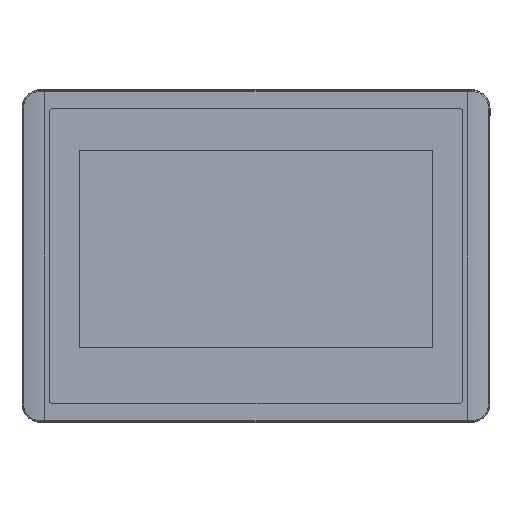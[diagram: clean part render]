
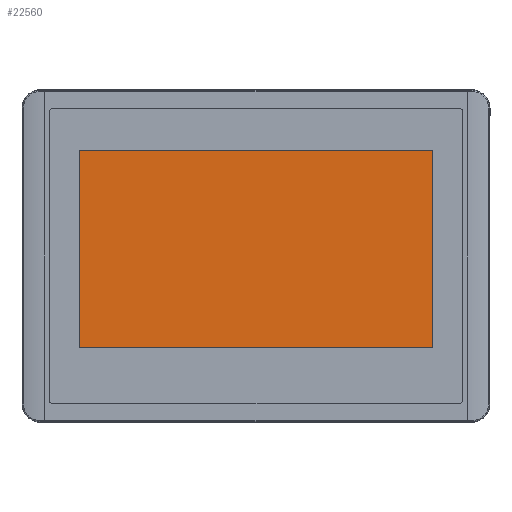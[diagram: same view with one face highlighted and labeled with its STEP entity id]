
A CAD part, front view. The second image highlights one B-rep face of the part: STEP entity #22560.
In plain terms, the highlighted planar face has unit normal (0, -1, 0).
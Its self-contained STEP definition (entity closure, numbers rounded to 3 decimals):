
#172 = CARTESIAN_POINT ( 'NONE',  ( 77.04, -2.78, 0. ) ) ;
#390 = CARTESIAN_POINT ( 'NONE',  ( 0., -2.78, -39.96 ) ) ;
#5882 = DIRECTION ( 'NONE',  ( 0., 0., -1. ) ) ;
#10178 = DIRECTION ( 'NONE',  ( 1., 0., 0. ) ) ;
#12396 = ORIENTED_EDGE ( 'NONE', *, *, #50415, .T. ) ;
#12499 = VECTOR ( 'NONE', #5882, 1000. ) ;
#14763 = EDGE_LOOP ( 'NONE', ( #12396, #52596, #61634, #16357 ) ) ;
#16296 = FACE_OUTER_BOUND ( 'NONE', #14763, .T. ) ;
#16357 = ORIENTED_EDGE ( 'NONE', *, *, #53492, .T. ) ;
#20165 = VECTOR ( 'NONE', #10178, 1000. ) ;
#22560 = ADVANCED_FACE ( 'NONE', ( #16296 ), #35050, .T. ) ;
#25214 = CARTESIAN_POINT ( 'NONE',  ( -77.04, -2.78, 0. ) ) ;
#25385 = LINE ( 'NONE', #25214, #12499 ) ;
#28791 = CARTESIAN_POINT ( 'NONE',  ( -77.04, -2.78, -39.96 ) ) ;
#31456 = CARTESIAN_POINT ( 'NONE',  ( 0., -2.78, 45.96 ) ) ;
#31646 = DIRECTION ( 'NONE',  ( 0., 0., -1. ) ) ;
#31714 = DIRECTION ( 'NONE',  ( 0., -1., 0. ) ) ;
#31774 = CARTESIAN_POINT ( 'NONE',  ( 0., -2.78, 0. ) ) ;
#32368 = CARTESIAN_POINT ( 'NONE',  ( 77.04, -2.78, -39.96 ) ) ;
#32454 = VERTEX_POINT ( 'NONE', #32368 ) ;
#32706 = VECTOR ( 'NONE', #38580, 1000. ) ;
#33346 = AXIS2_PLACEMENT_3D ( 'NONE', #31774, #31714, #31646 ) ;
#34342 = VERTEX_POINT ( 'NONE', #46791 ) ;
#35050 = PLANE ( 'NONE',  #33346 ) ;
#36144 = DIRECTION ( 'NONE',  ( -1., 0., 0. ) ) ;
#38580 = DIRECTION ( 'NONE',  ( 0., 0., 1. ) ) ;
#39721 = VERTEX_POINT ( 'NONE', #45442 ) ;
#45442 = CARTESIAN_POINT ( 'NONE',  ( -77.04, -2.78, 45.96 ) ) ;
#46791 = CARTESIAN_POINT ( 'NONE',  ( 77.04, -2.78, 45.96 ) ) ;
#49600 = LINE ( 'NONE', #390, #20165 ) ;
#50305 = EDGE_CURVE ( 'NONE', #51601, #32454, #49600, .T. ) ;
#50415 = EDGE_CURVE ( 'NONE', #39721, #51601, #25385, .T. ) ;
#51442 = LINE ( 'NONE', #31456, #55887 ) ;
#51601 = VERTEX_POINT ( 'NONE', #28791 ) ;
#51636 = EDGE_CURVE ( 'NONE', #32454, #34342, #57641, .T. ) ;
#52596 = ORIENTED_EDGE ( 'NONE', *, *, #50305, .T. ) ;
#53492 = EDGE_CURVE ( 'NONE', #34342, #39721, #51442, .T. ) ;
#55887 = VECTOR ( 'NONE', #36144, 1000. ) ;
#57641 = LINE ( 'NONE', #172, #32706 ) ;
#61634 = ORIENTED_EDGE ( 'NONE', *, *, #51636, .T. ) ;
